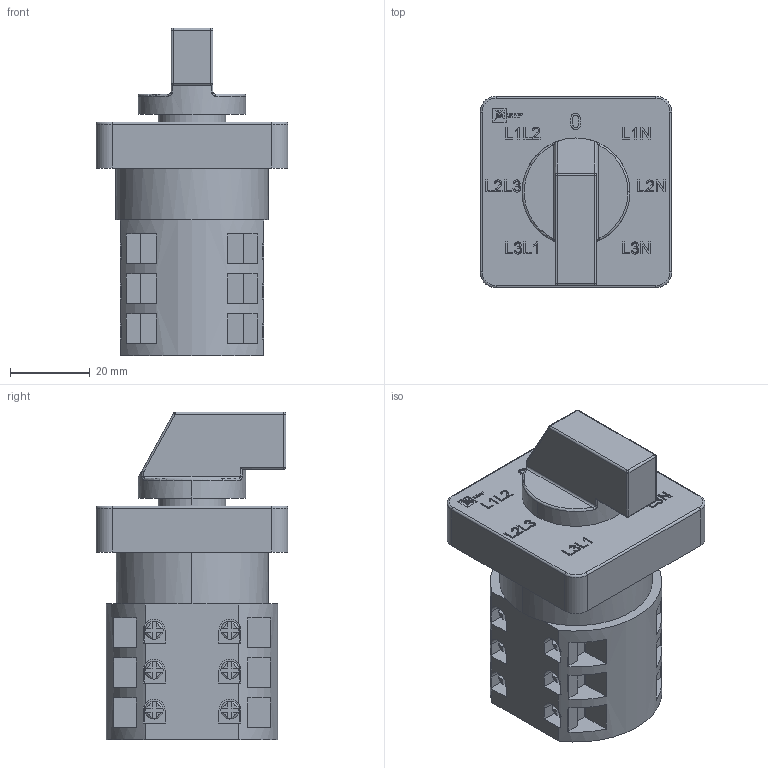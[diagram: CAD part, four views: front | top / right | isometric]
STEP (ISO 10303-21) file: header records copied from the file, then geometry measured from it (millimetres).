
FILE_DESCRIPTION (( 'STEP AP203' ), '1' );
FILE_NAME ('ÏÊ-1-64 10À äëÿ âîëüòìåòðà (pk-1-64-10).STEP', '2018-09-04T06:51:12', ( '' ), ( '' ), 'SwSTEP 2.0', 'SolidWorks 2017', '' );
FILE_SCHEMA (( 'CONFIG_CONTROL_DESIGN' ));
Length unit declared in the file: millimetre
Products named in the file (1): ÏÊ-1-64 10À äëÿ âîëüòìåòðà (pk-1-64-10)
Bounding box: 48 x 48 x 82 mm (x, y, z)
Volume: 90870.7 mm3; surface area: 19475 mm2
Topology: 1 solids, 1 shells, 798 faces, 2212 edges, 1451 vertices
Faces by surface type: plane 535, bspline 107, cylinder 95, torus 55, sphere 6
Entity records: 30928 total; most frequent: CARTESIAN_POINT 11036, ORIENTED_EDGE 4416, DIRECTION 3650, EDGE_CURVE 2208, VECTOR 1488, LINE 1488, VERTEX_POINT 1451, AXIS2_PLACEMENT_3D 1081
